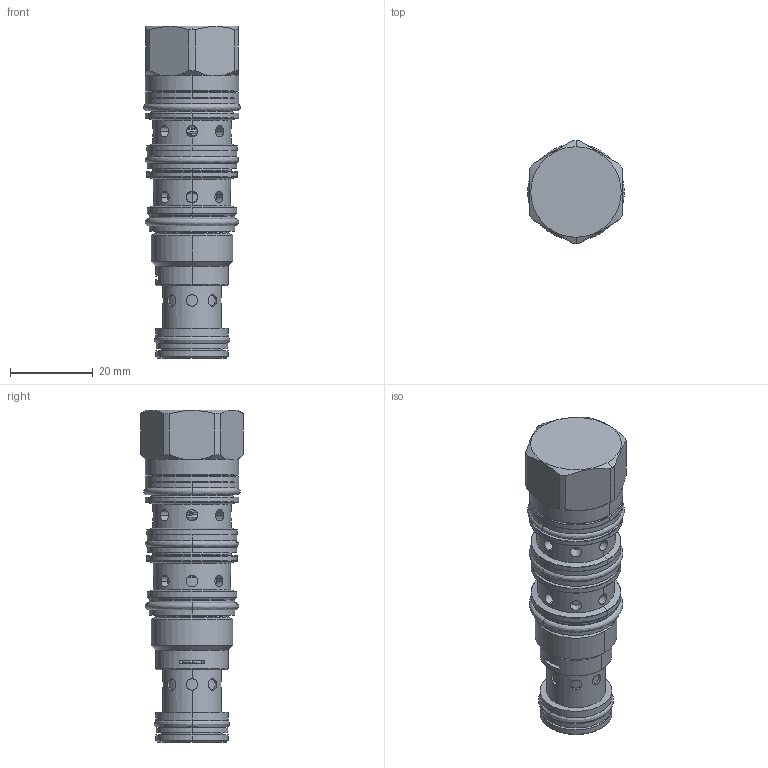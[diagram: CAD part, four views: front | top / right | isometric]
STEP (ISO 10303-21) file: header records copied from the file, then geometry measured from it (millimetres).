
FILE_DESCRIPTION((''),'2;1');
FILE_NAME('DRBMXFN_SW','2022-10-11T10:12:38',('SigMax'),(''),'CREO PARAMETRIC BY PTC INC, 2021072','CREO PARAMETRIC BY PTC INC, 2021072','');
FILE_SCHEMA(('AUTOMOTIVE_DESIGN { 1 0 10303 214 1 1 1 1 }'));
Products named in the file (1): DRBMXFN_SW
Bounding box: 23.29 x 24.84 x 80.12 mm (x, y, z)
Volume: 21385.2 mm3; surface area: 14267.6 mm2
Topology: 6 solids, 6 shells, 505 faces, 1224 edges, 756 vertices
Faces by surface type: cylinder 202, plane 99, torus 80, cone 78, bspline 32, revolution 14
Entity records: 51502 total; most frequent: CARTESIAN_POINT 36208, ORIENTED_EDGE 2444, DIRECTION 2396, EDGE_CURVE 1222, AXIS2_PLACEMENT_3D 1013, VERTEX_POINT 756, EDGE_LOOP 574, CIRCLE 554
